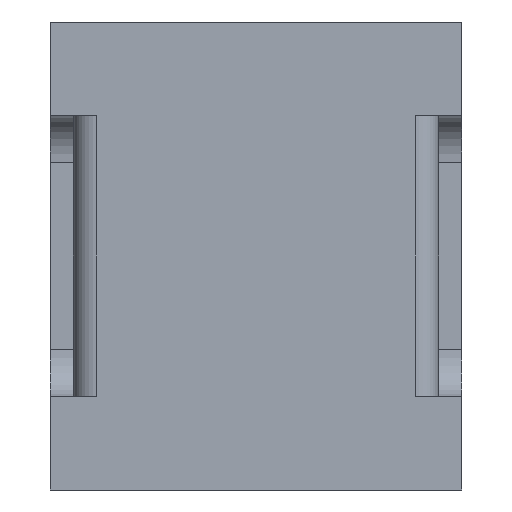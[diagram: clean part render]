
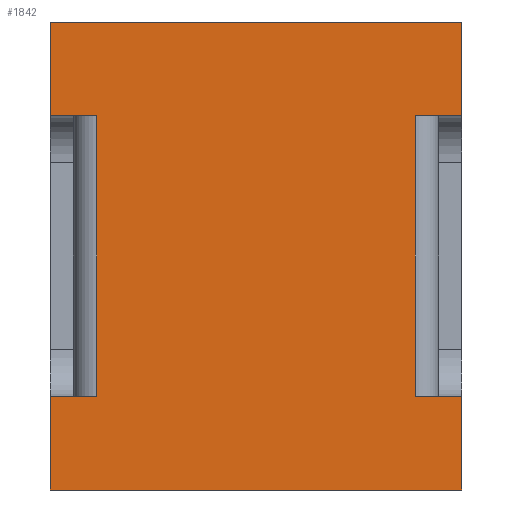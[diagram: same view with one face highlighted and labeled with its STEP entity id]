
A CAD part, left-side view. The second image highlights one B-rep face of the part: STEP entity #1842.
In plain terms, the highlighted planar face has unit normal (-1, 0, 0).
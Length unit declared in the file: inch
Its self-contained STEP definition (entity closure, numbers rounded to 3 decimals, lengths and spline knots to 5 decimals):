
#42 = VECTOR ( 'NONE', #1361, 39.37008 ) ;
#69 = VERTEX_POINT ( 'NONE', #1976 ) ;
#70 = FACE_OUTER_BOUND ( 'NONE', #1832, .T. ) ;
#80 = CARTESIAN_POINT ( 'NONE',  ( -0.575, 0.44, -0.5 ) ) ;
#107 = CARTESIAN_POINT ( 'NONE',  ( -0.575, -0.34, -0.3 ) ) ;
#148 = CARTESIAN_POINT ( 'NONE',  ( -0.575, -0.34, 0.3 ) ) ;
#166 = ORIENTED_EDGE ( 'NONE', *, *, #445, .T. ) ;
#221 = VERTEX_POINT ( 'NONE', #989 ) ;
#234 = CARTESIAN_POINT ( 'NONE',  ( -0.575, -0.39, -0.3 ) ) ;
#260 = ORIENTED_EDGE ( 'NONE', *, *, #1030, .T. ) ;
#281 = VECTOR ( 'NONE', #444, 39.37008 ) ;
#284 = VECTOR ( 'NONE', #954, 39.37008 ) ;
#298 = CARTESIAN_POINT ( 'NONE',  ( -0.575, 0.34, 0.3 ) ) ;
#315 = CARTESIAN_POINT ( 'NONE',  ( -0.575, 0.44, 0.5 ) ) ;
#335 = VERTEX_POINT ( 'NONE', #298 ) ;
#355 = VERTEX_POINT ( 'NONE', #823 ) ;
#386 = ORIENTED_EDGE ( 'NONE', *, *, #658, .T. ) ;
#390 = VERTEX_POINT ( 'NONE', #107 ) ;
#402 = EDGE_CURVE ( 'NONE', #1365, #221, #1436, .T. ) ;
#425 = ORIENTED_EDGE ( 'NONE', *, *, #1606, .F. ) ;
#444 = DIRECTION ( 'NONE',  ( 0., -1., 0. ) ) ;
#445 = EDGE_CURVE ( 'NONE', #390, #803, #708, .T. ) ;
#461 = VECTOR ( 'NONE', #1523, 39.37008 ) ;
#491 = LINE ( 'NONE', #838, #1721 ) ;
#531 = DIRECTION ( 'NONE',  ( 0., 0., -1. ) ) ;
#542 = VERTEX_POINT ( 'NONE', #1547 ) ;
#583 = VECTOR ( 'NONE', #1044, 39.37008 ) ;
#606 = ORIENTED_EDGE ( 'NONE', *, *, #693, .F. ) ;
#609 = DIRECTION ( 'NONE',  ( 0., 1., 0. ) ) ;
#614 = LINE ( 'NONE', #1052, #583 ) ;
#628 = EDGE_CURVE ( 'NONE', #973, #1306, #975, .T. ) ;
#658 = EDGE_CURVE ( 'NONE', #542, #973, #1175, .T. ) ;
#693 = EDGE_CURVE ( 'NONE', #69, #1306, #614, .T. ) ;
#708 = LINE ( 'NONE', #1161, #284 ) ;
#763 = LINE ( 'NONE', #1343, #461 ) ;
#771 = CARTESIAN_POINT ( 'NONE',  ( -0.575, -0.39, 0.3 ) ) ;
#803 = VERTEX_POINT ( 'NONE', #148 ) ;
#823 = CARTESIAN_POINT ( 'NONE',  ( -0.575, -0.44, 0.5 ) ) ;
#838 = CARTESIAN_POINT ( 'NONE',  ( -0.575, 0.44, 0.5 ) ) ;
#886 = PLANE ( 'NONE',  #1717 ) ;
#933 = ORIENTED_EDGE ( 'NONE', *, *, #1443, .T. ) ;
#945 = CARTESIAN_POINT ( 'NONE',  ( -0.575, 0.44, -0.5 ) ) ;
#954 = DIRECTION ( 'NONE',  ( 0., 0., 1. ) ) ;
#973 = VERTEX_POINT ( 'NONE', #945 ) ;
#975 = LINE ( 'NONE', #80, #281 ) ;
#989 = CARTESIAN_POINT ( 'NONE',  ( -0.575, 0.44, 0.3 ) ) ;
#1010 = DIRECTION ( 'NONE',  ( 0., 1., 0. ) ) ;
#1030 = EDGE_CURVE ( 'NONE', #803, #1165, #1292, .T. ) ;
#1044 = DIRECTION ( 'NONE',  ( 0., 0., -1. ) ) ;
#1052 = CARTESIAN_POINT ( 'NONE',  ( -0.575, -0.44, 0.5 ) ) ;
#1054 = ORIENTED_EDGE ( 'NONE', *, *, #1698, .F. ) ;
#1059 = CARTESIAN_POINT ( 'NONE',  ( -0.575, -0.44, -0.5 ) ) ;
#1067 = DIRECTION ( 'NONE',  ( 1., 0., 0. ) ) ;
#1081 = ORIENTED_EDGE ( 'NONE', *, *, #1246, .F. ) ;
#1161 = CARTESIAN_POINT ( 'NONE',  ( -0.575, -0.34, 0.3 ) ) ;
#1165 = VERTEX_POINT ( 'NONE', #2305 ) ;
#1175 = LINE ( 'NONE', #1768, #2029 ) ;
#1211 = EDGE_CURVE ( 'NONE', #1365, #355, #491, .T. ) ;
#1246 = EDGE_CURVE ( 'NONE', #335, #221, #1452, .T. ) ;
#1268 = VECTOR ( 'NONE', #1711, 39.37008 ) ;
#1276 = CARTESIAN_POINT ( 'NONE',  ( -0.575, 0.34, -0.3 ) ) ;
#1290 = VECTOR ( 'NONE', #531, 39.37008 ) ;
#1292 = LINE ( 'NONE', #771, #1540 ) ;
#1306 = VERTEX_POINT ( 'NONE', #1059 ) ;
#1343 = CARTESIAN_POINT ( 'NONE',  ( -0.575, -0.44, 0.5 ) ) ;
#1361 = DIRECTION ( 'NONE',  ( 0., -1., 0. ) ) ;
#1362 = DIRECTION ( 'NONE',  ( 0., -1., 0. ) ) ;
#1365 = VERTEX_POINT ( 'NONE', #315 ) ;
#1407 = ORIENTED_EDGE ( 'NONE', *, *, #628, .T. ) ;
#1418 = DIRECTION ( 'NONE',  ( 0., 0., -1. ) ) ;
#1436 = LINE ( 'NONE', #1878, #1268 ) ;
#1443 = EDGE_CURVE ( 'NONE', #335, #1689, #2258, .T. ) ;
#1452 = LINE ( 'NONE', #2102, #1919 ) ;
#1523 = DIRECTION ( 'NONE',  ( 0., 0., -1. ) ) ;
#1540 = VECTOR ( 'NONE', #1362, 39.37008 ) ;
#1547 = CARTESIAN_POINT ( 'NONE',  ( -0.575, 0.44, -0.3 ) ) ;
#1606 = EDGE_CURVE ( 'NONE', #390, #69, #1803, .T. ) ;
#1615 = CARTESIAN_POINT ( 'NONE',  ( -0.575, 0.44, 0.5 ) ) ;
#1643 = EDGE_CURVE ( 'NONE', #1689, #542, #2166, .T. ) ;
#1689 = VERTEX_POINT ( 'NONE', #1899 ) ;
#1698 = EDGE_CURVE ( 'NONE', #355, #1165, #763, .T. ) ;
#1711 = DIRECTION ( 'NONE',  ( 0., 0., -1. ) ) ;
#1717 = AXIS2_PLACEMENT_3D ( 'NONE', #1615, #1067, #1801 ) ;
#1721 = VECTOR ( 'NONE', #2298, 39.37008 ) ;
#1745 = ORIENTED_EDGE ( 'NONE', *, *, #1643, .T. ) ;
#1755 = ORIENTED_EDGE ( 'NONE', *, *, #402, .T. ) ;
#1768 = CARTESIAN_POINT ( 'NONE',  ( -0.575, 0.44, 0.5 ) ) ;
#1801 = DIRECTION ( 'NONE',  ( 0., 1., 0. ) ) ;
#1803 = LINE ( 'NONE', #234, #42 ) ;
#1832 = EDGE_LOOP ( 'NONE', ( #166, #260, #1054, #1883, #1755, #1081, #933, #1745, #386, #1407, #606, #425 ) ) ;
#1842 = ADVANCED_FACE ( 'NONE', ( #70 ), #886, .F. ) ;
#1878 = CARTESIAN_POINT ( 'NONE',  ( -0.575, 0.44, 0.5 ) ) ;
#1883 = ORIENTED_EDGE ( 'NONE', *, *, #1211, .F. ) ;
#1899 = CARTESIAN_POINT ( 'NONE',  ( -0.575, 0.34, -0.3 ) ) ;
#1919 = VECTOR ( 'NONE', #1010, 39.37008 ) ;
#1976 = CARTESIAN_POINT ( 'NONE',  ( -0.575, -0.44, -0.3 ) ) ;
#2029 = VECTOR ( 'NONE', #1418, 39.37008 ) ;
#2064 = CARTESIAN_POINT ( 'NONE',  ( -0.575, 0.39, -0.3 ) ) ;
#2102 = CARTESIAN_POINT ( 'NONE',  ( -0.575, 0.39, 0.3 ) ) ;
#2166 = LINE ( 'NONE', #2064, #2256 ) ;
#2256 = VECTOR ( 'NONE', #609, 39.37008 ) ;
#2258 = LINE ( 'NONE', #1276, #1290 ) ;
#2298 = DIRECTION ( 'NONE',  ( 0., -1., 0. ) ) ;
#2305 = CARTESIAN_POINT ( 'NONE',  ( -0.575, -0.44, 0.3 ) ) ;
